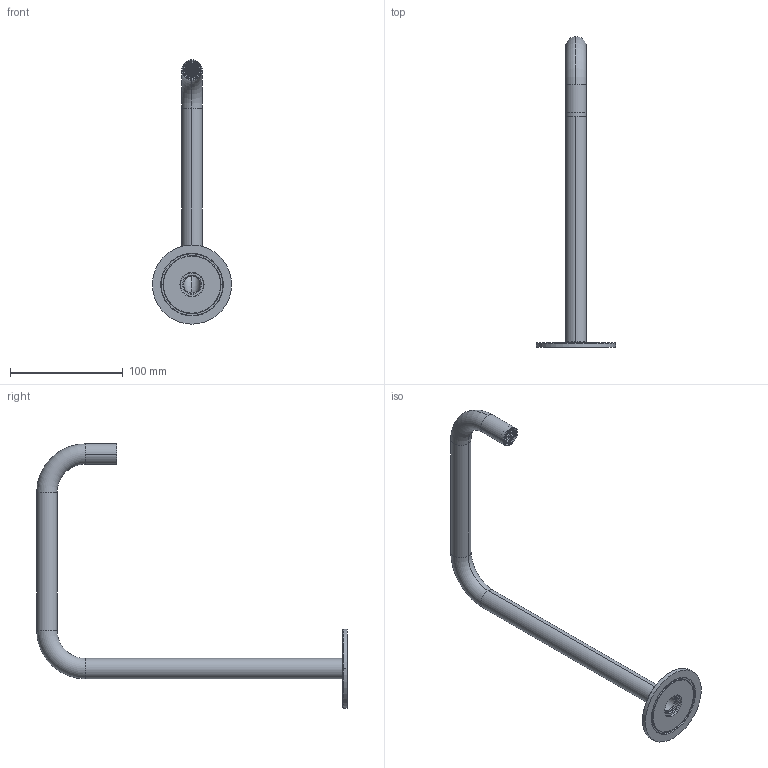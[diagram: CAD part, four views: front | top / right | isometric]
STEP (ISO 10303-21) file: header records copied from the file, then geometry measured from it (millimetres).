
FILE_DESCRIPTION (( 'STEP AP214' ), '1' );
FILE_NAME ('BIC.0003.H 3D.STEP', '2023-01-19T11:41:49', ( '' ), ( '' ), 'SwSTEP 2.0', 'SolidWorks 2022', '' );
FILE_SCHEMA (( 'AUTOMOTIVE_DESIGN' ));
Length unit declared in the file: millimetre
Products named in the file (5): 0001-ESPELHO__70_BANCADA_PARA_CANH_O_000000000000.STEP; BIC.0002.H.STEP; BIC.0003.H 3D; BICA _18 H X165 Y150 - M_DIA.STEP; 0001-AEREADOR_M16x1_INVISIVEL_000000000000.STEP
Assembly tree (4 placements, depth 3):
  BIC.0003.H 3D
    BIC.0002.H.STEP
      0001-ESPELHO__70_BANCADA_PARA_CANH_O_000000000000.STEP
      0001-AEREADOR_M16x1_INVISIVEL_000000000000.STEP
      BICA _18 H X165 Y150 - M_DIA.STEP
Bounding box: 70 x 275 x 234 mm (x, y, z)
Volume: 52145 mm3; surface area: 61234.2 mm2
Topology: 3 solids, 3 shells, 376 faces, 895 edges, 581 vertices
Faces by surface type: plane 271, cylinder 69, cone 24, torus 12
Entity records: 10949 total; most frequent: DIRECTION 1869, CARTESIAN_POINT 1858, ORIENTED_EDGE 1786, EDGE_CURVE 893, LINE 685, VECTOR 685, AXIS2_PLACEMENT_3D 592, VERTEX_POINT 581
